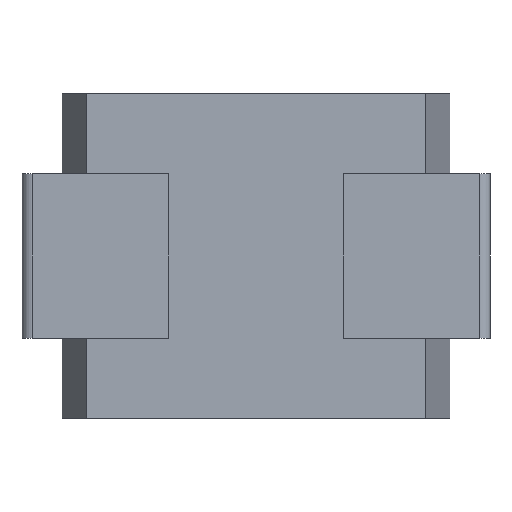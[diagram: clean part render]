
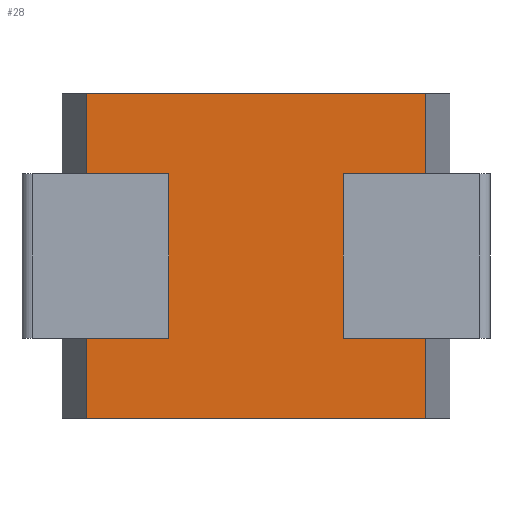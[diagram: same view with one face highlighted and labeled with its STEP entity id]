
A CAD part, front view. The second image highlights one B-rep face of the part: STEP entity #28.
In plain terms, the highlighted planar face has unit normal (0, -1, 0).
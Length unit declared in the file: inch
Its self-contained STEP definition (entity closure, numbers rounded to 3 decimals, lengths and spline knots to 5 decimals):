
#28 = ADVANCED_FACE ( 'NONE', ( #210 ), #566, .T. ) ;
#90 = DIRECTION ( 'NONE',  ( 0., -1., 0. ) ) ;
#94 = CARTESIAN_POINT ( 'NONE',  ( 0.08088, 0., -0.0775 ) ) ;
#173 = ORIENTED_EDGE ( 'NONE', *, *, #1287, .F. ) ;
#210 = FACE_OUTER_BOUND ( 'NONE', #469, .T. ) ;
#279 = AXIS2_PLACEMENT_3D ( 'NONE', #327, #90, #426 ) ;
#327 = CARTESIAN_POINT ( 'NONE',  ( 0., 0., 0. ) ) ;
#347 = CARTESIAN_POINT ( 'NONE',  ( -0.0925, 0., -0.0775 ) ) ;
#355 = CARTESIAN_POINT ( 'NONE',  ( -0.08088, 0., 0.0775 ) ) ;
#363 = VECTOR ( 'NONE', #1411, 39.37008 ) ;
#380 = LINE ( 'NONE', #347, #363 ) ;
#385 = DIRECTION ( 'NONE',  ( 1., 0., 0. ) ) ;
#426 = DIRECTION ( 'NONE',  ( 0., 0., -1. ) ) ;
#437 = VECTOR ( 'NONE', #1389, 39.37008 ) ;
#464 = CARTESIAN_POINT ( 'NONE',  ( -0.08088, 0., -0.0775 ) ) ;
#469 = EDGE_LOOP ( 'NONE', ( #1457, #1398, #173, #1361 ) ) ;
#475 = EDGE_CURVE ( 'NONE', #985, #1478, #1112, .T. ) ;
#477 = CARTESIAN_POINT ( 'NONE',  ( 0.08088, 0., -0.0865 ) ) ;
#566 = PLANE ( 'NONE',  #279 ) ;
#677 = CARTESIAN_POINT ( 'NONE',  ( -0.08088, 0., -0.0865 ) ) ;
#707 = CARTESIAN_POINT ( 'NONE',  ( 0.08088, 0., 0.0775 ) ) ;
#725 = DIRECTION ( 'NONE',  ( 0., 0., 1. ) ) ;
#750 = CARTESIAN_POINT ( 'NONE',  ( -0.0925, 0., 0.0775 ) ) ;
#766 = VERTEX_POINT ( 'NONE', #94 ) ;
#806 = LINE ( 'NONE', #477, #1173 ) ;
#985 = VERTEX_POINT ( 'NONE', #355 ) ;
#987 = VERTEX_POINT ( 'NONE', #464 ) ;
#1112 = LINE ( 'NONE', #750, #1128 ) ;
#1128 = VECTOR ( 'NONE', #385, 39.37008 ) ;
#1173 = VECTOR ( 'NONE', #725, 39.37008 ) ;
#1287 = EDGE_CURVE ( 'NONE', #987, #985, #1300, .T. ) ;
#1300 = LINE ( 'NONE', #677, #437 ) ;
#1341 = EDGE_CURVE ( 'NONE', #766, #987, #380, .T. ) ;
#1361 = ORIENTED_EDGE ( 'NONE', *, *, #1341, .F. ) ;
#1389 = DIRECTION ( 'NONE',  ( 0., 0., 1. ) ) ;
#1398 = ORIENTED_EDGE ( 'NONE', *, *, #475, .F. ) ;
#1411 = DIRECTION ( 'NONE',  ( -1., 0., 0. ) ) ;
#1457 = ORIENTED_EDGE ( 'NONE', *, *, #1467, .T. ) ;
#1467 = EDGE_CURVE ( 'NONE', #766, #1478, #806, .T. ) ;
#1478 = VERTEX_POINT ( 'NONE', #707 ) ;
